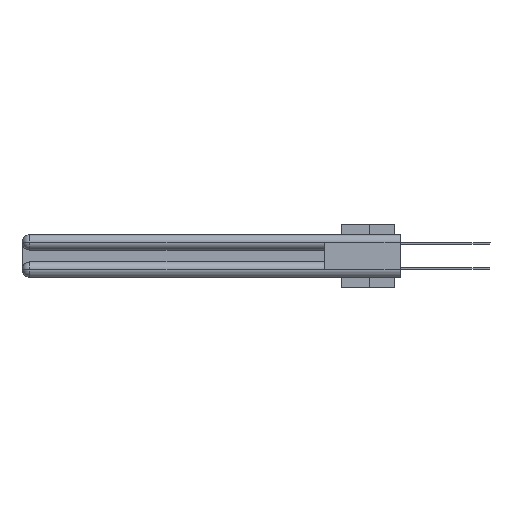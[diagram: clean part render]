
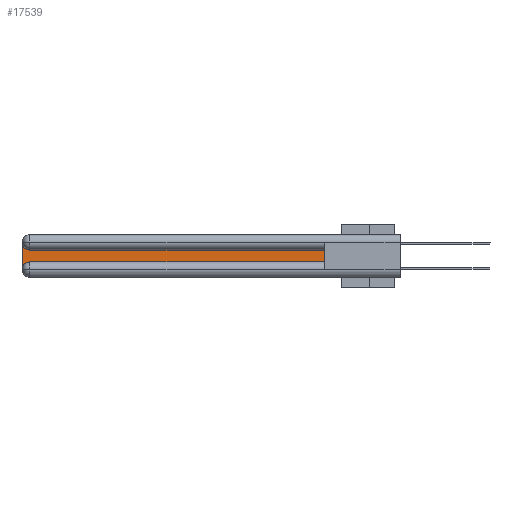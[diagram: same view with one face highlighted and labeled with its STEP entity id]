
A CAD part, left-side view. The second image highlights one B-rep face of the part: STEP entity #17539.
In plain terms, the highlighted planar face has unit normal (-1, 0, 0).
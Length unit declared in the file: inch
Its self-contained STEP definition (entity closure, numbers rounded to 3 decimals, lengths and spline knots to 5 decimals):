
#421 = LINE ( 'NONE', #1941, #13712 ) ;
#597 = EDGE_CURVE ( 'NONE', #38173, #5100, #8837, .T. ) ;
#816 = LINE ( 'NONE', #10866, #24376 ) ;
#1871 = CARTESIAN_POINT ( 'NONE',  ( 0.075, 2.94, -0.2175 ) ) ;
#1941 = CARTESIAN_POINT ( 'NONE',  ( 0.075, 0.6, -0.1225 ) ) ;
#3467 = VERTEX_POINT ( 'NONE', #7857 ) ;
#5003 = DIRECTION ( 'NONE',  ( 0., 0., -1. ) ) ;
#5072 = VECTOR ( 'NONE', #29768, 39.37008 ) ;
#5100 = VERTEX_POINT ( 'NONE', #18432 ) ;
#5857 = DIRECTION ( 'NONE',  ( 1., 0., 0. ) ) ;
#7087 = ORIENTED_EDGE ( 'NONE', *, *, #35023, .T. ) ;
#7857 = CARTESIAN_POINT ( 'NONE',  ( 0.075, 0.6, -0.2175 ) ) ;
#8527 = EDGE_CURVE ( 'NONE', #19034, #3467, #36028, .T. ) ;
#8603 = AXIS2_PLACEMENT_3D ( 'NONE', #10303, #32420, #25969 ) ;
#8837 = CIRCLE ( 'NONE', #21651, 0.06 ) ;
#10044 = CARTESIAN_POINT ( 'NONE',  ( 0.075, 2.94, -0.1225 ) ) ;
#10303 = CARTESIAN_POINT ( 'NONE',  ( 0.075, 2.94, -0.2775 ) ) ;
#10866 = CARTESIAN_POINT ( 'NONE',  ( 0.075, 0.6, -0.2175 ) ) ;
#12908 = VERTEX_POINT ( 'NONE', #20687 ) ;
#13655 = EDGE_CURVE ( 'NONE', #5100, #12908, #33140, .T. ) ;
#13712 = VECTOR ( 'NONE', #36448, 39.37008 ) ;
#14208 = CARTESIAN_POINT ( 'NONE',  ( 0.075, 3., -0.2175 ) ) ;
#14399 = EDGE_CURVE ( 'NONE', #3467, #25538, #816, .T. ) ;
#14605 = ORIENTED_EDGE ( 'NONE', *, *, #597, .T. ) ;
#14647 = DIRECTION ( 'NONE',  ( 1., 0., 0. ) ) ;
#14964 = ORIENTED_EDGE ( 'NONE', *, *, #13655, .T. ) ;
#15051 = CARTESIAN_POINT ( 'NONE',  ( 0.075, 2.94, -0.0625 ) ) ;
#17539 = ADVANCED_FACE ( 'NONE', ( #22247 ), #18084, .F. ) ;
#18084 = PLANE ( 'NONE',  #29255 ) ;
#18432 = CARTESIAN_POINT ( 'NONE',  ( 0.075, 3., -0.0625 ) ) ;
#19034 = VERTEX_POINT ( 'NONE', #1871 ) ;
#20687 = CARTESIAN_POINT ( 'NONE',  ( 0.075, 3., -0.2775 ) ) ;
#20867 = DIRECTION ( 'NONE',  ( 0., 0., 1. ) ) ;
#21366 = DIRECTION ( 'NONE',  ( 0., 0., -1. ) ) ;
#21651 = AXIS2_PLACEMENT_3D ( 'NONE', #15051, #5857, #21366 ) ;
#22247 = FACE_OUTER_BOUND ( 'NONE', #33889, .T. ) ;
#24254 = CARTESIAN_POINT ( 'NONE',  ( 0.075, 3., -0.1225 ) ) ;
#24376 = VECTOR ( 'NONE', #20867, 39.37008 ) ;
#25538 = VERTEX_POINT ( 'NONE', #39351 ) ;
#25670 = CARTESIAN_POINT ( 'NONE',  ( 0.075, 0.6, -0.2175 ) ) ;
#25969 = DIRECTION ( 'NONE',  ( 0., 0., -1. ) ) ;
#29255 = AXIS2_PLACEMENT_3D ( 'NONE', #24254, #14647, #5003 ) ;
#29768 = DIRECTION ( 'NONE',  ( 0., 0., -1. ) ) ;
#32420 = DIRECTION ( 'NONE',  ( 1., 0., 0. ) ) ;
#33000 = ORIENTED_EDGE ( 'NONE', *, *, #14399, .T. ) ;
#33140 = LINE ( 'NONE', #14208, #5072 ) ;
#33889 = EDGE_LOOP ( 'NONE', ( #39877, #14605, #14964, #7087, #35768, #33000 ) ) ;
#34109 = EDGE_CURVE ( 'NONE', #25538, #38173, #421, .T. ) ;
#35023 = EDGE_CURVE ( 'NONE', #12908, #19034, #39217, .T. ) ;
#35588 = DIRECTION ( 'NONE',  ( 0., -1., 0. ) ) ;
#35768 = ORIENTED_EDGE ( 'NONE', *, *, #8527, .T. ) ;
#36028 = LINE ( 'NONE', #25670, #40446 ) ;
#36448 = DIRECTION ( 'NONE',  ( 0., 1., 0. ) ) ;
#38173 = VERTEX_POINT ( 'NONE', #10044 ) ;
#39217 = CIRCLE ( 'NONE', #8603, 0.06 ) ;
#39351 = CARTESIAN_POINT ( 'NONE',  ( 0.075, 0.6, -0.1225 ) ) ;
#39877 = ORIENTED_EDGE ( 'NONE', *, *, #34109, .T. ) ;
#40446 = VECTOR ( 'NONE', #35588, 39.37008 ) ;
